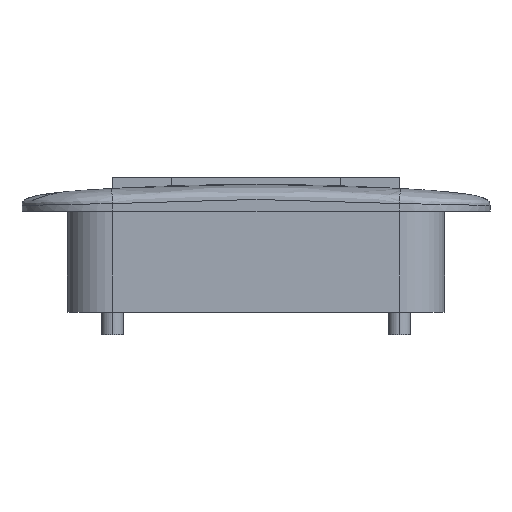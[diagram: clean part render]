
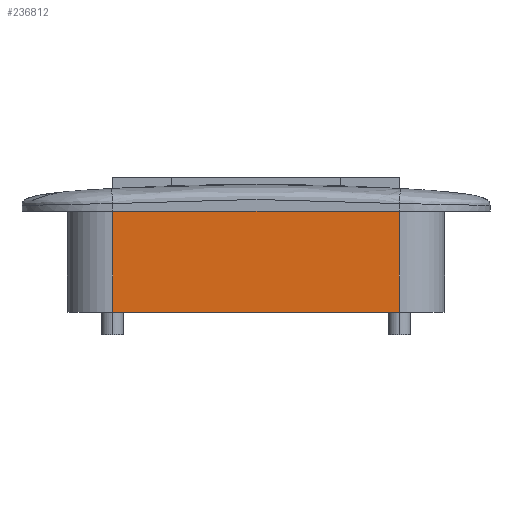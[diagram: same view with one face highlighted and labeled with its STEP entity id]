
A CAD part, left-side view. The second image highlights one B-rep face of the part: STEP entity #236812.
In plain terms, the highlighted planar face has unit normal (-1, 0, 0).
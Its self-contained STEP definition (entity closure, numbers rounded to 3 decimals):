
#1083 = VECTOR ( 'NONE', #168134, 1000. ) ;
#7782 = CARTESIAN_POINT ( 'NONE',  ( -31., -233.889, 80.1 ) ) ;
#9484 = CARTESIAN_POINT ( 'NONE',  ( -31., -252.889, 80.1 ) ) ;
#16608 = CARTESIAN_POINT ( 'NONE',  ( -31., -252.889, 73.1 ) ) ;
#19940 = VERTEX_POINT ( 'NONE', #9484 ) ;
#22330 = CARTESIAN_POINT ( 'NONE',  ( -31., -252.889, 73.1 ) ) ;
#22956 = VECTOR ( 'NONE', #148235, 1000. ) ;
#28088 = EDGE_CURVE ( 'NONE', #185006, #223626, #187704, .T. ) ;
#38074 = ORIENTED_EDGE ( 'NONE', *, *, #137657, .T. ) ;
#48478 = VECTOR ( 'NONE', #194115, 1000. ) ;
#54395 = DIRECTION ( 'NONE',  ( 0., -1., 0. ) ) ;
#81461 = PLANE ( 'NONE',  #174906 ) ;
#92203 = ORIENTED_EDGE ( 'NONE', *, *, #192286, .T. ) ;
#94026 = CARTESIAN_POINT ( 'NONE',  ( -31., -255.889, 73.1 ) ) ;
#114628 = ORIENTED_EDGE ( 'NONE', *, *, #188692, .F. ) ;
#126843 = CARTESIAN_POINT ( 'NONE',  ( -31., -255.889, 73.1 ) ) ;
#137657 = EDGE_CURVE ( 'NONE', #185006, #19940, #240842, .T. ) ;
#141703 = FACE_OUTER_BOUND ( 'NONE', #173192, .T. ) ;
#145518 = LINE ( 'NONE', #220797, #196266 ) ;
#148235 = DIRECTION ( 'NONE',  ( 0., 1., 0. ) ) ;
#151114 = CARTESIAN_POINT ( 'NONE',  ( -31., -233.889, 73.1 ) ) ;
#157064 = CARTESIAN_POINT ( 'NONE',  ( -31., -233.889, 73.1 ) ) ;
#168134 = DIRECTION ( 'NONE',  ( 0., 0., 1. ) ) ;
#173192 = EDGE_LOOP ( 'NONE', ( #114628, #92203, #236218, #38074 ) ) ;
#174906 = AXIS2_PLACEMENT_3D ( 'NONE', #126843, #240199, #202112 ) ;
#185006 = VERTEX_POINT ( 'NONE', #22330 ) ;
#187704 = LINE ( 'NONE', #94026, #22956 ) ;
#188692 = EDGE_CURVE ( 'NONE', #233756, #19940, #145518, .T. ) ;
#192286 = EDGE_CURVE ( 'NONE', #233756, #223626, #208086, .T. ) ;
#194115 = DIRECTION ( 'NONE',  ( 0., 0., -1. ) ) ;
#196266 = VECTOR ( 'NONE', #54395, 1000. ) ;
#202112 = DIRECTION ( 'NONE',  ( 0., 1., 0. ) ) ;
#208086 = LINE ( 'NONE', #157064, #48478 ) ;
#220797 = CARTESIAN_POINT ( 'NONE',  ( -31., -255.889, 80.1 ) ) ;
#223626 = VERTEX_POINT ( 'NONE', #151114 ) ;
#233756 = VERTEX_POINT ( 'NONE', #7782 ) ;
#236218 = ORIENTED_EDGE ( 'NONE', *, *, #28088, .F. ) ;
#236812 = ADVANCED_FACE ( 'NONE', ( #141703 ), #81461, .F. ) ;
#240199 = DIRECTION ( 'NONE',  ( 1., 0., 0. ) ) ;
#240842 = LINE ( 'NONE', #16608, #1083 ) ;
